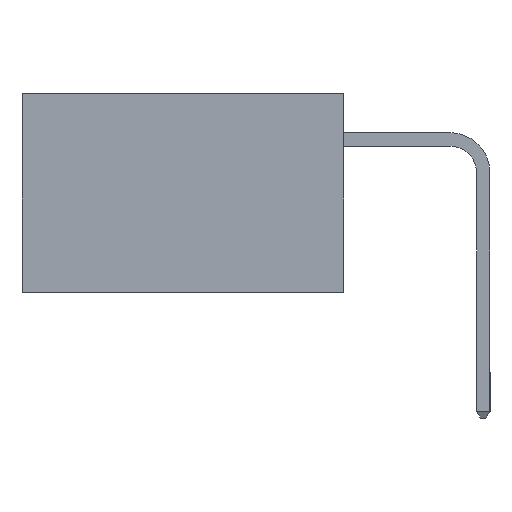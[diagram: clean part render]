
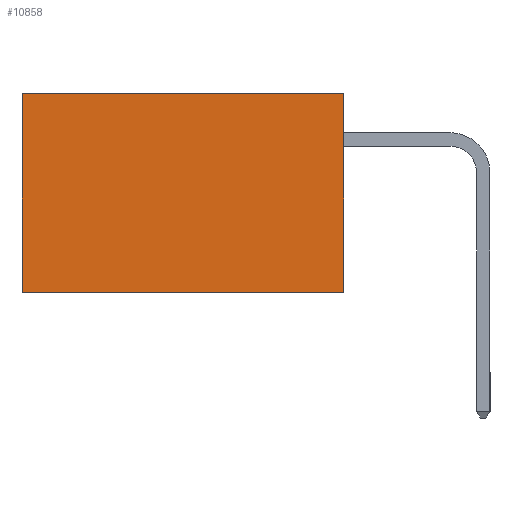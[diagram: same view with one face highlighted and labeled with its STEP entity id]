
A CAD part, left-side view. The second image highlights one B-rep face of the part: STEP entity #10858.
In plain terms, the highlighted planar face has unit normal (-1, 0, 0).
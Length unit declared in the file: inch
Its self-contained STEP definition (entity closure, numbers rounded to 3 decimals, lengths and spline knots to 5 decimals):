
#172 = LINE ( 'NONE', #1982, #9930 ) ;
#443 = DIRECTION ( 'NONE',  ( 0., 0., -1. ) ) ;
#512 = LINE ( 'NONE', #7767, #12992 ) ;
#1498 = LINE ( 'NONE', #6630, #5644 ) ;
#1543 = CARTESIAN_POINT ( 'NONE',  ( 0.298, 0., -0.37 ) ) ;
#1702 = DIRECTION ( 'NONE',  ( 0., 0., -1. ) ) ;
#1741 = ORIENTED_EDGE ( 'NONE', *, *, #6311, .T. ) ;
#1982 = CARTESIAN_POINT ( 'NONE',  ( 0.298, 0., 0. ) ) ;
#3487 = CARTESIAN_POINT ( 'NONE',  ( 0.298, 0., 0. ) ) ;
#3560 = AXIS2_PLACEMENT_3D ( 'NONE', #3487, #4640, #443 ) ;
#4109 = EDGE_LOOP ( 'NONE', ( #1741, #6458, #7360, #12288 ) ) ;
#4640 = DIRECTION ( 'NONE',  ( 1., 0., 0. ) ) ;
#5390 = CARTESIAN_POINT ( 'NONE',  ( 0.298, 0., 0. ) ) ;
#5644 = VECTOR ( 'NONE', #7571, 39.37008 ) ;
#5678 = CARTESIAN_POINT ( 'NONE',  ( 0.298, 0.6, -0.37 ) ) ;
#6212 = VERTEX_POINT ( 'NONE', #8344 ) ;
#6240 = VERTEX_POINT ( 'NONE', #5390 ) ;
#6311 = EDGE_CURVE ( 'NONE', #6212, #8621, #11334, .T. ) ;
#6347 = CARTESIAN_POINT ( 'NONE',  ( 0.298, 0.6, 0. ) ) ;
#6458 = ORIENTED_EDGE ( 'NONE', *, *, #12480, .F. ) ;
#6514 = VECTOR ( 'NONE', #12890, 39.37008 ) ;
#6555 = FACE_OUTER_BOUND ( 'NONE', #4109, .T. ) ;
#6630 = CARTESIAN_POINT ( 'NONE',  ( 0.298, 0., -0.37 ) ) ;
#7360 = ORIENTED_EDGE ( 'NONE', *, *, #8709, .F. ) ;
#7571 = DIRECTION ( 'NONE',  ( 0., 1., 0. ) ) ;
#7588 = PLANE ( 'NONE',  #3560 ) ;
#7767 = CARTESIAN_POINT ( 'NONE',  ( 0.298, 0., 0. ) ) ;
#8344 = CARTESIAN_POINT ( 'NONE',  ( 0.298, 0.6, 0. ) ) ;
#8621 = VERTEX_POINT ( 'NONE', #5678 ) ;
#8709 = EDGE_CURVE ( 'NONE', #6240, #9905, #512, .T. ) ;
#9905 = VERTEX_POINT ( 'NONE', #1543 ) ;
#9930 = VECTOR ( 'NONE', #13126, 39.37008 ) ;
#10649 = EDGE_CURVE ( 'NONE', #6240, #6212, #172, .T. ) ;
#10858 = ADVANCED_FACE ( 'NONE', ( #6555 ), #7588, .F. ) ;
#11334 = LINE ( 'NONE', #6347, #6514 ) ;
#12288 = ORIENTED_EDGE ( 'NONE', *, *, #10649, .T. ) ;
#12480 = EDGE_CURVE ( 'NONE', #9905, #8621, #1498, .T. ) ;
#12890 = DIRECTION ( 'NONE',  ( 0., 0., -1. ) ) ;
#12992 = VECTOR ( 'NONE', #1702, 39.37008 ) ;
#13126 = DIRECTION ( 'NONE',  ( 0., 1., 0. ) ) ;
